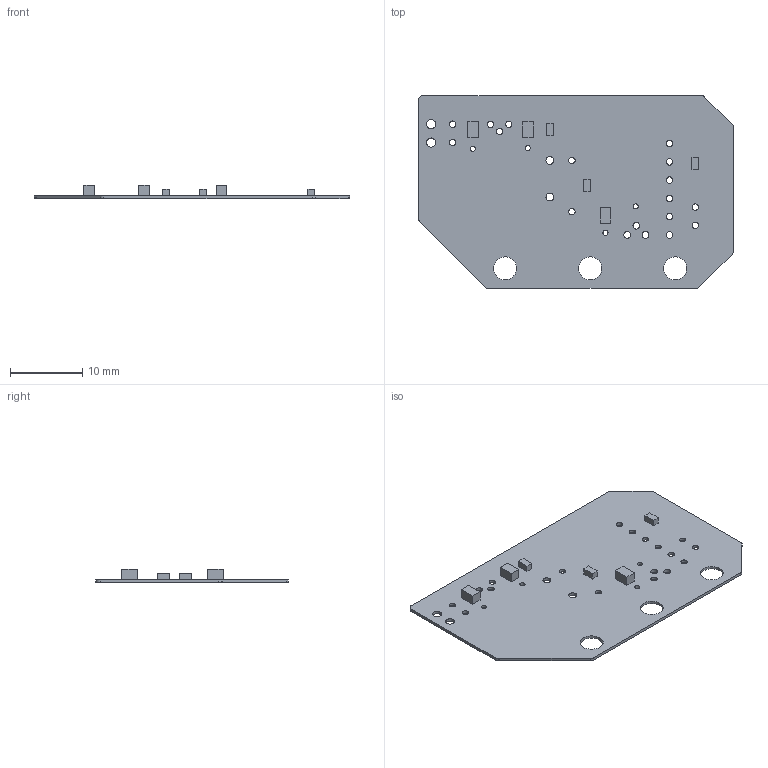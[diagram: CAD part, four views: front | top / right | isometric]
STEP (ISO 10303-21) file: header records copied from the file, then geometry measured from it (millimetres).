
FILE_DESCRIPTION(('Open CASCADE Model'),'2;1');
FILE_NAME('Open CASCADE Shape Model','2018-11-18T21:31:12',('Author'),( 'Open CASCADE'),'Open CASCADE STEP processor 6.8','Open CASCADE 6.8' ,'Unknown');
FILE_SCHEMA(('AUTOMOTIVE_DESIGN { 1 0 10303 214 1 1 1 1 }'));
Length unit declared in the file: millimetre
Products named in the file (12): PCB; Board; R4; 5803305536; Extruded; R2; R1; C3; 5803305728; C2; C1
Assembly tree (15 placements, depth 4):
  PCB
    Board
    R4
      5803305536
        Extruded
    R2
      5803305536
        Extruded
    R1
      5803305536
        Extruded
    C3
      5803305728
        Extruded
    C2
      5803305728
        Extruded
    C1
      5803305728
        Extruded
Bounding box: 43.74 x 26.73 x 1.81 mm (x, y, z)
Volume: 455 mm3; surface area: 2295.8 mm2
Topology: 7 solids, 7 shells, 82 faces, 204 edges, 136 vertices
Faces by surface type: plane 45, cylinder 37
Full cylindrical faces by diameter (mm): 0.711 x4, 0.889 x3, 0.9 x12, 0.94 x3, 1.1 x2, 1.27 x2, 3.2 x3
Entity records: 2238 total; most frequent: DIRECTION 378, CARTESIAN_POINT 334, ORIENTED_EDGE 312, EDGE_CURVE 156, AXIS2_PLACEMENT_3D 148, FACE_BOUND 116, EDGE_LOOP 116, VERTEX_POINT 104
